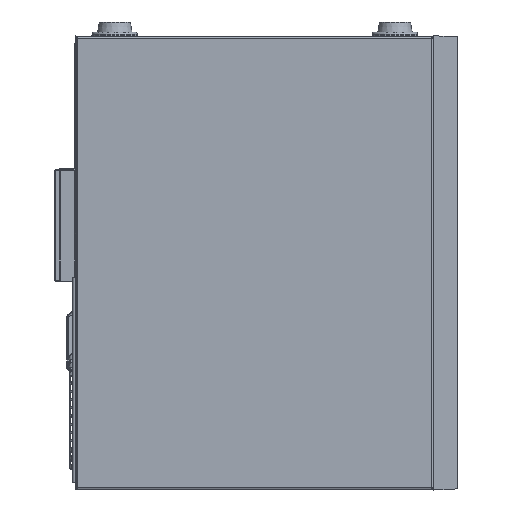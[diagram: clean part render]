
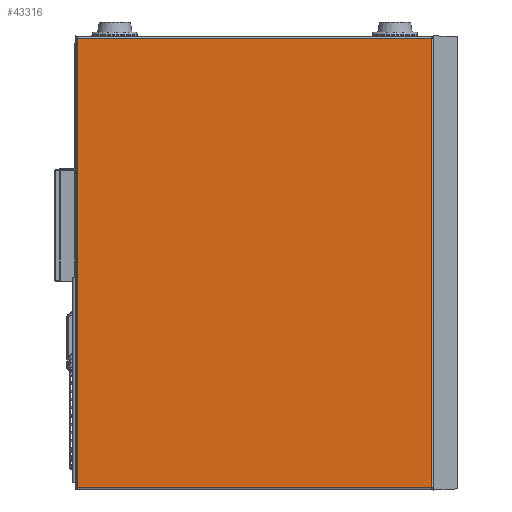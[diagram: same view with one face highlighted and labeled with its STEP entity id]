
A CAD part, front view. The second image highlights one B-rep face of the part: STEP entity #43316.
In plain terms, the highlighted planar face has unit normal (0, -1, 0).
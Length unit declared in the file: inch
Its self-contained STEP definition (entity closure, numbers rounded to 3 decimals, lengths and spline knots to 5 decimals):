
#533 = ORIENTED_EDGE ( 'NONE', *, *, #74479, .T. ) ;
#1912 = CARTESIAN_POINT ( 'NONE',  ( 5.37813, -0.02, -6.81563 ) ) ;
#2205 = FACE_OUTER_BOUND ( 'NONE', #56168, .T. ) ;
#4179 = CARTESIAN_POINT ( 'NONE',  ( -5.37813, -0.02, 6.81563 ) ) ;
#4546 = CARTESIAN_POINT ( 'NONE',  ( 5.37813, -0.02, -6.81563 ) ) ;
#7950 = PLANE ( 'NONE',  #24675 ) ;
#9162 = CARTESIAN_POINT ( 'NONE',  ( 0., -0.02, 0. ) ) ;
#11628 = EDGE_CURVE ( 'NONE', #66817, #20114, #59334, .T. ) ;
#13485 = VECTOR ( 'NONE', #31846, 39.37008 ) ;
#15481 = CARTESIAN_POINT ( 'NONE',  ( 5.37813, -0.02, 6.81563 ) ) ;
#16346 = DIRECTION ( 'NONE',  ( -1., 0., 0. ) ) ;
#17034 = VECTOR ( 'NONE', #26898, 39.37008 ) ;
#20114 = VERTEX_POINT ( 'NONE', #45512 ) ;
#20433 = ORIENTED_EDGE ( 'NONE', *, *, #46259, .T. ) ;
#23780 = CARTESIAN_POINT ( 'NONE',  ( -5.37813, -0.02, -6.81563 ) ) ;
#24675 = AXIS2_PLACEMENT_3D ( 'NONE', #9162, #39877, #27585 ) ;
#26898 = DIRECTION ( 'NONE',  ( 0., 0., 1. ) ) ;
#27585 = DIRECTION ( 'NONE',  ( 0., 0., 1. ) ) ;
#27969 = VECTOR ( 'NONE', #16346, 39.37008 ) ;
#31846 = DIRECTION ( 'NONE',  ( 1., 0., 0. ) ) ;
#33041 = LINE ( 'NONE', #1912, #17034 ) ;
#33461 = ORIENTED_EDGE ( 'NONE', *, *, #54019, .T. ) ;
#39877 = DIRECTION ( 'NONE',  ( 0., 1., 0. ) ) ;
#40154 = VERTEX_POINT ( 'NONE', #23780 ) ;
#43316 = ADVANCED_FACE ( 'NONE', ( #2205 ), #7950, .F. ) ;
#43720 = LINE ( 'NONE', #68694, #13485 ) ;
#45512 = CARTESIAN_POINT ( 'NONE',  ( -5.37813, -0.02, 6.81563 ) ) ;
#46259 = EDGE_CURVE ( 'NONE', #20114, #40154, #72548, .T. ) ;
#53206 = CARTESIAN_POINT ( 'NONE',  ( 5.4375, -0.02, 6.81563 ) ) ;
#54019 = EDGE_CURVE ( 'NONE', #71731, #66817, #33041, .T. ) ;
#56168 = EDGE_LOOP ( 'NONE', ( #20433, #533, #33461, #56223 ) ) ;
#56223 = ORIENTED_EDGE ( 'NONE', *, *, #11628, .T. ) ;
#59334 = LINE ( 'NONE', #53206, #27969 ) ;
#62785 = VECTOR ( 'NONE', #72956, 39.37008 ) ;
#66817 = VERTEX_POINT ( 'NONE', #15481 ) ;
#68694 = CARTESIAN_POINT ( 'NONE',  ( -5.4375, -0.02, -6.81563 ) ) ;
#71731 = VERTEX_POINT ( 'NONE', #4546 ) ;
#72548 = LINE ( 'NONE', #4179, #62785 ) ;
#72956 = DIRECTION ( 'NONE',  ( 0., 0., -1. ) ) ;
#74479 = EDGE_CURVE ( 'NONE', #40154, #71731, #43720, .T. ) ;
